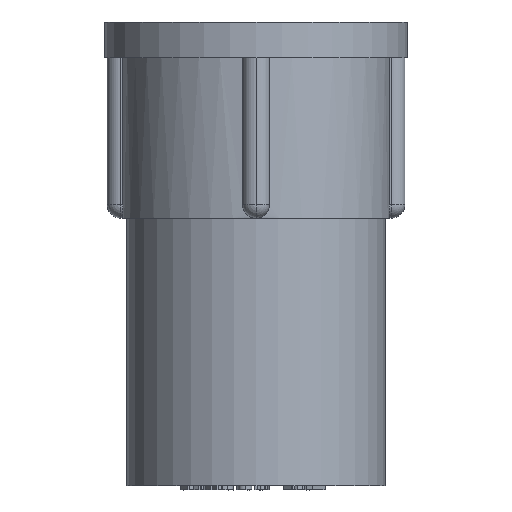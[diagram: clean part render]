
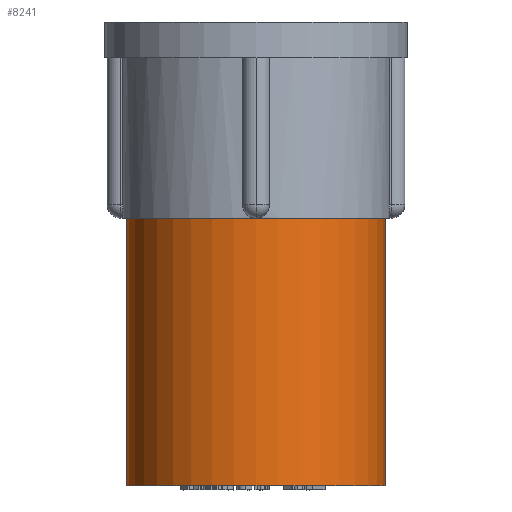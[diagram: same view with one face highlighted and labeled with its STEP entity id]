
A CAD part, front view. The second image highlights one B-rep face of the part: STEP entity #8241.
In plain terms, the highlighted cylindrical face has radius 14.5 mm (diameter 29 mm), a partial arc.
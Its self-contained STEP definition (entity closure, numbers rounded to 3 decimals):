
#248 = CARTESIAN_POINT ( 'NONE',  ( 14.5, 0., -22. ) ) ;
#927 = DIRECTION ( 'NONE',  ( 0., 0., 1. ) ) ;
#1604 = VERTEX_POINT ( 'NONE', #6088 ) ;
#1663 = CARTESIAN_POINT ( 'NONE',  ( -14.5, 0., 0. ) ) ;
#1759 = DIRECTION ( 'NONE',  ( 0., 0., 1. ) ) ;
#1791 = DIRECTION ( 'NONE',  ( 1., 0., 0. ) ) ;
#1818 = CARTESIAN_POINT ( 'NONE',  ( 0., 0., 0. ) ) ;
#1930 = ORIENTED_EDGE ( 'NONE', *, *, #3937, .F. ) ;
#2108 = EDGE_CURVE ( 'NONE', #8374, #4025, #6964, .T. ) ;
#2292 = VERTEX_POINT ( 'NONE', #6719 ) ;
#2751 = AXIS2_PLACEMENT_3D ( 'NONE', #8276, #6909, #4901 ) ;
#3191 = EDGE_CURVE ( 'NONE', #2292, #1604, #6301, .T. ) ;
#3431 = ORIENTED_EDGE ( 'NONE', *, *, #3191, .F. ) ;
#3610 = EDGE_CURVE ( 'NONE', #2292, #8374, #7051, .T. ) ;
#3668 = EDGE_LOOP ( 'NONE', ( #3431, #8295, #5822, #1930 ) ) ;
#3734 = DIRECTION ( 'NONE',  ( 0., 0., 1. ) ) ;
#3909 = CARTESIAN_POINT ( 'NONE',  ( 14.5, 0., -52. ) ) ;
#3937 = EDGE_CURVE ( 'NONE', #1604, #4025, #5115, .T. ) ;
#4025 = VERTEX_POINT ( 'NONE', #248 ) ;
#4337 = AXIS2_PLACEMENT_3D ( 'NONE', #5205, #927, #4993 ) ;
#4901 = DIRECTION ( 'NONE',  ( 1., 0., 0. ) ) ;
#4993 = DIRECTION ( 'NONE',  ( 1., 0., 0. ) ) ;
#5115 = CIRCLE ( 'NONE', #2751, 14.5 ) ;
#5131 = VECTOR ( 'NONE', #7772, 1000. ) ;
#5205 = CARTESIAN_POINT ( 'NONE',  ( 0., 0., -52. ) ) ;
#5822 = ORIENTED_EDGE ( 'NONE', *, *, #2108, .T. ) ;
#5833 = CARTESIAN_POINT ( 'NONE',  ( 14.5, 0., 0. ) ) ;
#6088 = CARTESIAN_POINT ( 'NONE',  ( -14.5, 0., -22. ) ) ;
#6301 = LINE ( 'NONE', #1663, #5131 ) ;
#6449 = FACE_OUTER_BOUND ( 'NONE', #3668, .T. ) ;
#6719 = CARTESIAN_POINT ( 'NONE',  ( -14.5, 0., -52. ) ) ;
#6909 = DIRECTION ( 'NONE',  ( 0., 0., 1. ) ) ;
#6964 = LINE ( 'NONE', #5833, #7170 ) ;
#7051 = CIRCLE ( 'NONE', #4337, 14.5 ) ;
#7100 = CYLINDRICAL_SURFACE ( 'NONE', #8834, 14.5 ) ;
#7170 = VECTOR ( 'NONE', #3734, 1000. ) ;
#7772 = DIRECTION ( 'NONE',  ( 0., 0., 1. ) ) ;
#8241 = ADVANCED_FACE ( 'NONE', ( #6449 ), #7100, .T. ) ;
#8276 = CARTESIAN_POINT ( 'NONE',  ( 0., 0., -22. ) ) ;
#8295 = ORIENTED_EDGE ( 'NONE', *, *, #3610, .T. ) ;
#8374 = VERTEX_POINT ( 'NONE', #3909 ) ;
#8834 = AXIS2_PLACEMENT_3D ( 'NONE', #1818, #1759, #1791 ) ;
